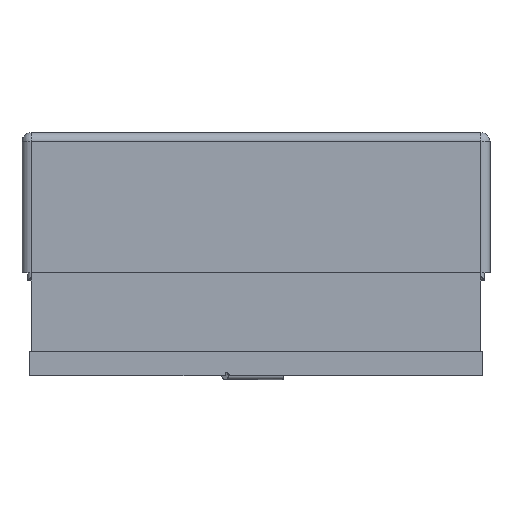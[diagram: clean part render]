
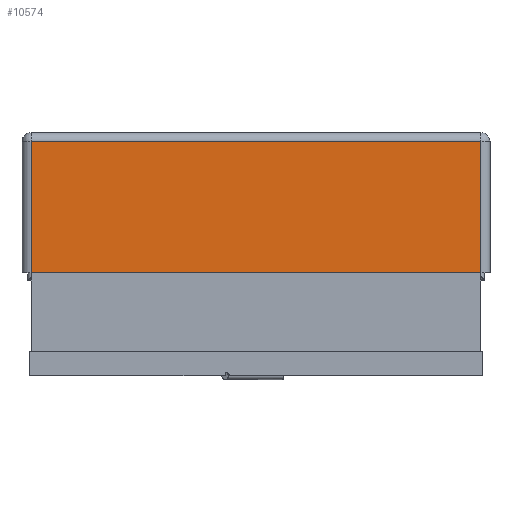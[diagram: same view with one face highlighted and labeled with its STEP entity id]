
A CAD part, left-side view. The second image highlights one B-rep face of the part: STEP entity #10574.
In plain terms, the highlighted planar face has unit normal (-1, 0, 0).
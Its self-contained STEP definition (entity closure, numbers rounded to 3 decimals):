
#850 = LINE ( 'NONE', #17022, #2226 ) ;
#1106 = CARTESIAN_POINT ( 'NONE',  ( -1.6, -1.2, 0.72 ) ) ;
#1345 = CARTESIAN_POINT ( 'NONE',  ( -1.6, -1.25, 0.02 ) ) ;
#1722 = ORIENTED_EDGE ( 'NONE', *, *, #2281, .T. ) ;
#2125 = VERTEX_POINT ( 'NONE', #5348 ) ;
#2226 = VECTOR ( 'NONE', #7657, 1000. ) ;
#2281 = EDGE_CURVE ( 'NONE', #3861, #14334, #850, .T. ) ;
#2504 = ORIENTED_EDGE ( 'NONE', *, *, #14164, .T. ) ;
#2683 = LINE ( 'NONE', #12259, #10206 ) ;
#3144 = EDGE_CURVE ( 'NONE', #5715, #2125, #2683, .T. ) ;
#3861 = VERTEX_POINT ( 'NONE', #9898 ) ;
#4322 = AXIS2_PLACEMENT_3D ( 'NONE', #1345, #12934, #6703 ) ;
#5024 = PLANE ( 'NONE',  #4322 ) ;
#5348 = CARTESIAN_POINT ( 'NONE',  ( -1.6, 1.2, 0.02 ) ) ;
#5608 = ORIENTED_EDGE ( 'NONE', *, *, #13534, .T. ) ;
#5715 = VERTEX_POINT ( 'NONE', #15820 ) ;
#5877 = LINE ( 'NONE', #11154, #13939 ) ;
#6703 = DIRECTION ( 'NONE',  ( 0., 0., 1. ) ) ;
#7657 = DIRECTION ( 'NONE',  ( 0., 0., 1. ) ) ;
#9493 = EDGE_LOOP ( 'NONE', ( #2504, #10468, #5608, #1722 ) ) ;
#9898 = CARTESIAN_POINT ( 'NONE',  ( -1.6, -1.2, 0.02 ) ) ;
#10049 = DIRECTION ( 'NONE',  ( 0., 1., 0. ) ) ;
#10206 = VECTOR ( 'NONE', #16146, 1000. ) ;
#10366 = DIRECTION ( 'NONE',  ( 0., -1., 0. ) ) ;
#10468 = ORIENTED_EDGE ( 'NONE', *, *, #3144, .T. ) ;
#10574 = ADVANCED_FACE ( 'NONE', ( #16816 ), #5024, .T. ) ;
#11154 = CARTESIAN_POINT ( 'NONE',  ( -1.6, -1.25, 0.72 ) ) ;
#11497 = VECTOR ( 'NONE', #10366, 1000. ) ;
#11641 = LINE ( 'NONE', #16906, #11497 ) ;
#12259 = CARTESIAN_POINT ( 'NONE',  ( -1.6, 1.2, 0.02 ) ) ;
#12934 = DIRECTION ( 'NONE',  ( -1., 0., 0. ) ) ;
#13534 = EDGE_CURVE ( 'NONE', #2125, #3861, #11641, .T. ) ;
#13939 = VECTOR ( 'NONE', #10049, 1000. ) ;
#14164 = EDGE_CURVE ( 'NONE', #14334, #5715, #5877, .T. ) ;
#14334 = VERTEX_POINT ( 'NONE', #1106 ) ;
#15820 = CARTESIAN_POINT ( 'NONE',  ( -1.6, 1.2, 0.72 ) ) ;
#16146 = DIRECTION ( 'NONE',  ( 0., 0., -1. ) ) ;
#16816 = FACE_OUTER_BOUND ( 'NONE', #9493, .T. ) ;
#16906 = CARTESIAN_POINT ( 'NONE',  ( -1.6, -1.25, 0.02 ) ) ;
#17022 = CARTESIAN_POINT ( 'NONE',  ( -1.6, -1.2, 0.02 ) ) ;
